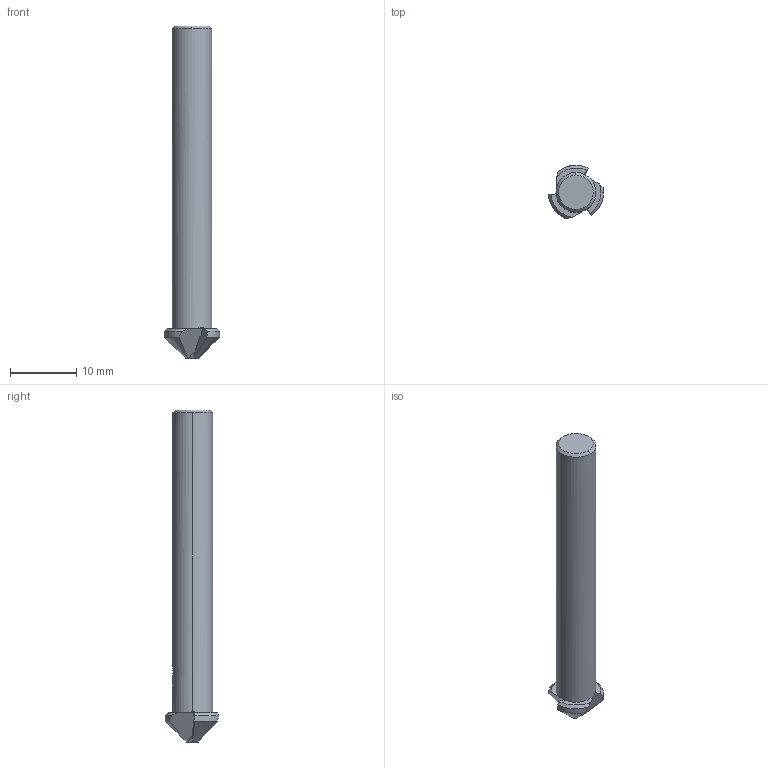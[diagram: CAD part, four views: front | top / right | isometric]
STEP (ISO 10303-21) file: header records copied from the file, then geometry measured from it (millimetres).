
FILE_DESCRIPTION(('no description'),'unknown implementation level');
FILE_NAME('solidLwj3IqK94yxGMEntj92nqDYUl_Q_1.STP',' ',('CIMSOURCE GmbH'),('CADClick - KiM GmbH - www.kimweb.de'),'unknown preprocess','ACIS','unknown authorization');
FILE_SCHEMA(('automotive_design'));
Length unit declared in the file: millimetre
Products named in the file (2): 1; 2
Bounding box: 8.29 x 8.06 x 50 mm (x, y, z)
Volume: 1389.3 mm3; surface area: 1103.3 mm2
Topology: 2 solids, 2 shells, 69 faces, 199 edges, 135 vertices
Faces by surface type: plane 27, cylinder 26, cone 16
Entity records: 5039 total; most frequent: CARTESIAN_POINT 987, STYLED_ITEM 405, PRESENTATION_STYLE_ASSIGNMENT 405, COLOUR_RGB 405, ORIENTED_EDGE 398, DIRECTION 373, EDGE_CURVE 199, CURVE_STYLE 199
